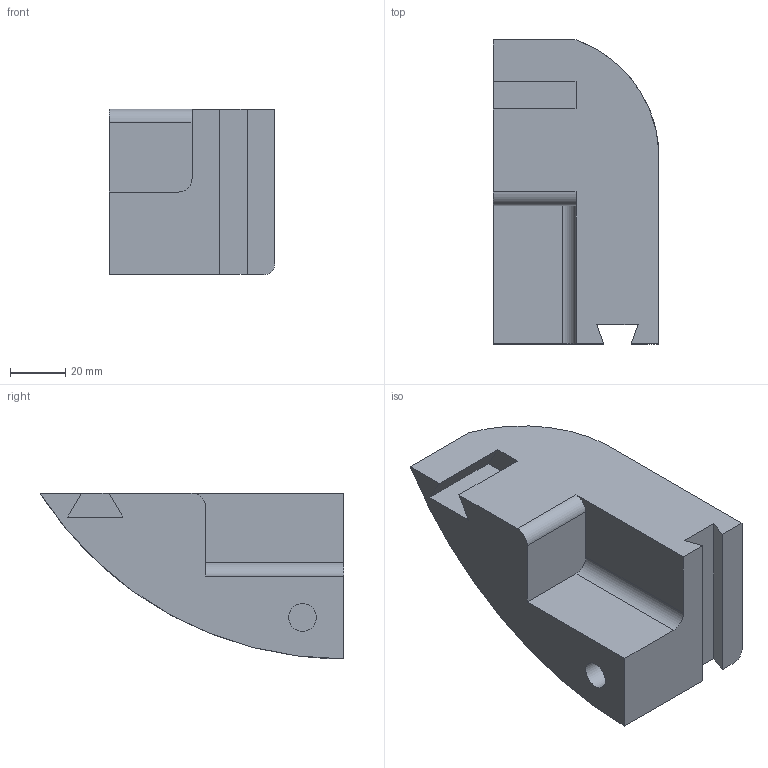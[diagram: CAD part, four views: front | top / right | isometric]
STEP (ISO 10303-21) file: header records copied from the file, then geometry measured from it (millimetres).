
FILE_DESCRIPTION(/* description */ (''),/* implementation_level */ '2;1');
FILE_NAME(/* name */ '',/* time_stamp */ '2025-05-06T18:14:30+03:00',/* author */ ('I9232'),/* organization */ (''),/* preprocessor_version */ 'ST-DEVELOPER v19.2',/* originating_system */ 'Autodesk Inventor 2023',/* authorisation */ '');
FILE_SCHEMA (('AUTOMOTIVE_DESIGN { 1 0 10303 214 3 1 1 }'));
Length unit declared in the file: millimetre
Products named in the file (1): Уголок крышки
Bounding box: 60 x 110 x 60 mm (x, y, z)
Volume: 219574.3 mm3; surface area: 28832.6 mm2
Topology: 1 solids, 1 shells, 28 faces, 72 edges, 47 vertices
Faces by surface type: plane 18, cylinder 8, torus 1, sphere 1
Full cylindrical faces by diameter (mm): 10 x1
Entity records: 948 total; most frequent: CARTESIAN_POINT 178, DIRECTION 147, ORIENTED_EDGE 144, EDGE_CURVE 72, LINE 51, VECTOR 51, AXIS2_PLACEMENT_3D 48, VERTEX_POINT 47
